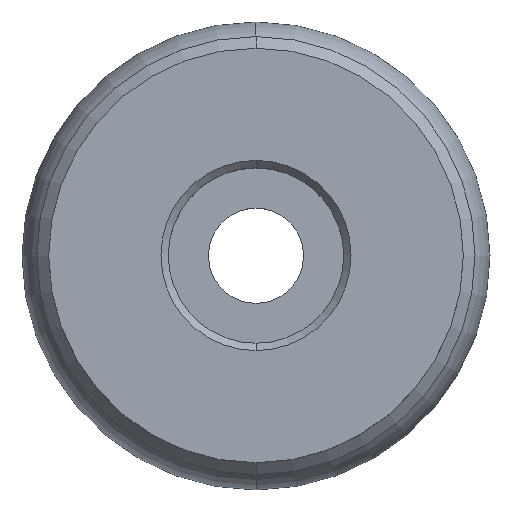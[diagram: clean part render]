
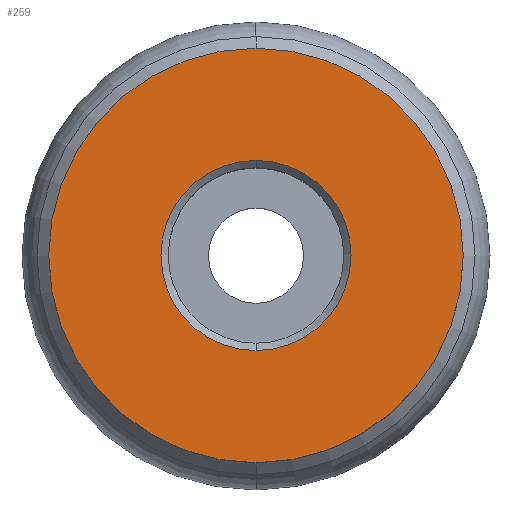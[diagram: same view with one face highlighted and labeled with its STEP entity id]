
A CAD part, top view. The second image highlights one B-rep face of the part: STEP entity #259.
In plain terms, the highlighted planar face has unit normal (0, 0, 1).
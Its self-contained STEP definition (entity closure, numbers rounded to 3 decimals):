
#211=VERTEX_POINT('',#489);
#237=EDGE_CURVE('',#363,#211,#517,.T.);
#259=ADVANCED_FACE('',(#541,#542),#543,.T.);
#299=EDGE_CURVE('',#345,#361,#589,.T.);
#337=EDGE_CURVE('',#211,#363,#634,.T.);
#345=VERTEX_POINT('',#645);
#351=EDGE_CURVE('',#361,#345,#651,.T.);
#361=VERTEX_POINT('',#662);
#363=VERTEX_POINT('',#664);
#489=CARTESIAN_POINT('',(0.0,10.319,0.0));
#517=CIRCLE('',#837,10.319);
#541=FACE_BOUND('',#871,.T.);
#542=FACE_OUTER_BOUND('',#872,.T.);
#543=PLANE('',#873);
#589=CIRCLE('',#931,22.5);
#634=CIRCLE('',#981,10.319);
#645=CARTESIAN_POINT('',(0.0,22.5,0.0));
#651=CIRCLE('',#1001,22.5);
#662=CARTESIAN_POINT('',(0.,-22.5,0.0));
#664=CARTESIAN_POINT('',(0.,-10.319,0.0));
#837=AXIS2_PLACEMENT_3D('',#1192,#1193,#1194);
#871=EDGE_LOOP('',(#1227,#1228));
#872=EDGE_LOOP('',(#1229,#1230));
#873=AXIS2_PLACEMENT_3D('',#1231,#1232,#1233);
#931=AXIS2_PLACEMENT_3D('',#1296,#1297,#1298);
#981=AXIS2_PLACEMENT_3D('',#1366,#1367,#1368);
#1001=AXIS2_PLACEMENT_3D('',#1391,#1392,#1393);
#1192=CARTESIAN_POINT('',(0.0,0.0,0.0));
#1193=DIRECTION('',(-0.0,0.0,-1.0));
#1194=DIRECTION('',(0.0,1.0,0.0));
#1227=ORIENTED_EDGE('',*,*,#337,.T.);
#1228=ORIENTED_EDGE('',*,*,#237,.T.);
#1229=ORIENTED_EDGE('',*,*,#299,.F.);
#1230=ORIENTED_EDGE('',*,*,#351,.F.);
#1231=CARTESIAN_POINT('',(0.0,11.25,0.0));
#1232=DIRECTION('',(-0.0,0.0,1.0));
#1233=DIRECTION('',(0.0,-1.0,0.0));
#1296=CARTESIAN_POINT('',(0.0,0.0,0.0));
#1297=DIRECTION('',(0.0,0.0,-1.0));
#1298=DIRECTION('',(0.0,1.0,0.0));
#1366=CARTESIAN_POINT('',(0.0,0.0,0.0));
#1367=DIRECTION('',(-0.0,0.0,-1.0));
#1368=DIRECTION('',(0.0,1.0,0.0));
#1391=CARTESIAN_POINT('',(0.0,0.0,0.0));
#1392=DIRECTION('',(0.0,0.0,-1.0));
#1393=DIRECTION('',(0.0,1.0,0.0));
